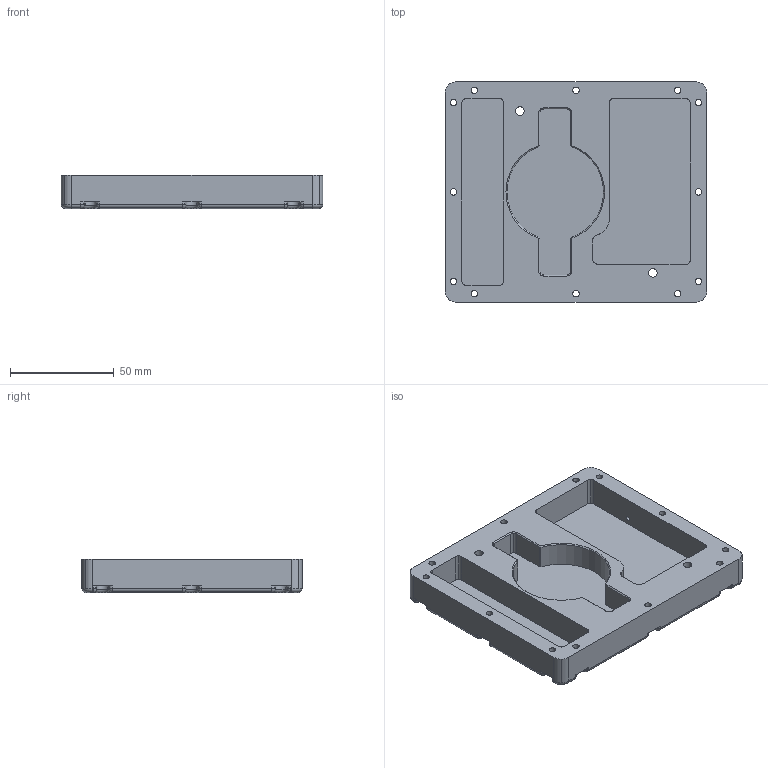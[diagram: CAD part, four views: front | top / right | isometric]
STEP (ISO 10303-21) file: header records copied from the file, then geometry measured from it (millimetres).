
FILE_DESCRIPTION (( 'STEP AP214' ), '1' );
FILE_NAME ('bottom plate.STEP', '2024-08-01T09:13:42', ( '' ), ( '' ), 'SwSTEP 2.0', 'SolidWorks 2024', '' );
FILE_SCHEMA (( 'AUTOMOTIVE_DESIGN' ));
Length unit declared in the file: millimetre
Products named in the file (1): bottom plate
Bounding box: 126 x 106 x 16 mm (x, y, z)
Volume: 112677.7 mm3; surface area: 44657.4 mm2
Topology: 1 solids, 1 shells, 358 faces, 948 edges, 597 vertices
Faces by surface type: cylinder 227, plane 76, torus 43, cone 12
Entity records: 11311 total; most frequent: DIRECTION 2178, CARTESIAN_POINT 1912, ORIENTED_EDGE 1896, EDGE_CURVE 948, AXIS2_PLACEMENT_3D 875, VERTEX_POINT 597, CIRCLE 516, LINE 428
